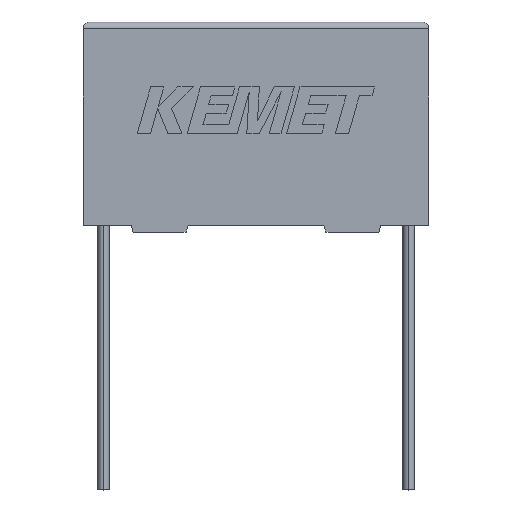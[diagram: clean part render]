
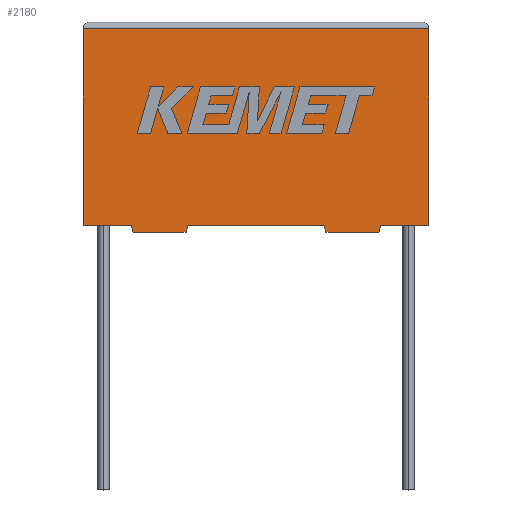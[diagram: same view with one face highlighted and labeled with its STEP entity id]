
A CAD part, top view. The second image highlights one B-rep face of the part: STEP entity #2180.
In plain terms, the highlighted planar face has unit normal (0, 0, 1).
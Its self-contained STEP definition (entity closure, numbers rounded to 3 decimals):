
#6 = LINE ( 'NONE', #2393, #2877 ) ;
#8 = VERTEX_POINT ( 'NONE', #1474 ) ;
#36 = DIRECTION ( 'NONE',  ( -1., 0., 0. ) ) ;
#91 = VERTEX_POINT ( 'NONE', #2823 ) ;
#107 = CARTESIAN_POINT ( 'NONE',  ( 3.69, -0.5, 6.5 ) ) ;
#108 = LINE ( 'NONE', #2361, #1134 ) ;
#158 = DIRECTION ( 'NONE',  ( 1., 0., 0. ) ) ;
#209 = VECTOR ( 'NONE', #1093, 1000. ) ;
#225 = DIRECTION ( 'NONE',  ( 1., 0., 0. ) ) ;
#230 = ORIENTED_EDGE ( 'NONE', *, *, #1441, .T. ) ;
#246 = DIRECTION ( 'NONE',  ( -1., 0., 0. ) ) ;
#337 = DIRECTION ( 'NONE',  ( -0.287, 0.958, 0. ) ) ;
#388 = CARTESIAN_POINT ( 'NONE',  ( 0., 14.5, 6.5 ) ) ;
#409 = CARTESIAN_POINT ( 'NONE',  ( 25.5, 14.5, 6.5 ) ) ;
#422 = ORIENTED_EDGE ( 'NONE', *, *, #2042, .T. ) ;
#469 = CARTESIAN_POINT ( 'NONE',  ( 17.909, -0.5, 6.5 ) ) ;
#521 = CARTESIAN_POINT ( 'NONE',  ( 7.742, 0., 6.5 ) ) ;
#629 = VERTEX_POINT ( 'NONE', #521 ) ;
#653 = VECTOR ( 'NONE', #2915, 1000. ) ;
#661 = CARTESIAN_POINT ( 'NONE',  ( 0., 0., 6.5 ) ) ;
#697 = ORIENTED_EDGE ( 'NONE', *, *, #1029, .T. ) ;
#755 = VERTEX_POINT ( 'NONE', #2559 ) ;
#767 = FACE_OUTER_BOUND ( 'NONE', #2885, .T. ) ;
#794 = LINE ( 'NONE', #107, #209 ) ;
#832 = EDGE_CURVE ( 'NONE', #2575, #3208, #1506, .T. ) ;
#843 = VECTOR ( 'NONE', #2789, 1000. ) ;
#853 = VECTOR ( 'NONE', #1394, 1000. ) ;
#861 = CARTESIAN_POINT ( 'NONE',  ( 21.96, 0., 6.5 ) ) ;
#917 = CARTESIAN_POINT ( 'NONE',  ( 17.758, 0., 6.5 ) ) ;
#930 = VERTEX_POINT ( 'NONE', #861 ) ;
#941 = VERTEX_POINT ( 'NONE', #1850 ) ;
#1029 = EDGE_CURVE ( 'NONE', #930, #1037, #3000, .T. ) ;
#1033 = CARTESIAN_POINT ( 'NONE',  ( 0., 0., 6.5 ) ) ;
#1037 = VERTEX_POINT ( 'NONE', #2672 ) ;
#1093 = DIRECTION ( 'NONE',  ( 1., 0., 0. ) ) ;
#1106 = CARTESIAN_POINT ( 'NONE',  ( 21.81, -0.5, 6.5 ) ) ;
#1123 = VECTOR ( 'NONE', #225, 1000. ) ;
#1134 = VECTOR ( 'NONE', #2600, 1000. ) ;
#1156 = VERTEX_POINT ( 'NONE', #917 ) ;
#1218 = ORIENTED_EDGE ( 'NONE', *, *, #1866, .T. ) ;
#1237 = LINE ( 'NONE', #2179, #653 ) ;
#1277 = LINE ( 'NONE', #1748, #1123 ) ;
#1297 = LINE ( 'NONE', #1924, #2541 ) ;
#1394 = DIRECTION ( 'NONE',  ( -1., 0., 0. ) ) ;
#1441 = EDGE_CURVE ( 'NONE', #941, #629, #108, .T. ) ;
#1474 = CARTESIAN_POINT ( 'NONE',  ( 3.54, 0., 6.5 ) ) ;
#1506 = LINE ( 'NONE', #1534, #3199 ) ;
#1534 = CARTESIAN_POINT ( 'NONE',  ( 0., 14.5, 6.5 ) ) ;
#1541 = ORIENTED_EDGE ( 'NONE', *, *, #2067, .F. ) ;
#1565 = DIRECTION ( 'NONE',  ( -0.287, -0.958, 0. ) ) ;
#1575 = ORIENTED_EDGE ( 'NONE', *, *, #2736, .T. ) ;
#1624 = VERTEX_POINT ( 'NONE', #1106 ) ;
#1672 = EDGE_CURVE ( 'NONE', #8, #755, #1237, .T. ) ;
#1699 = EDGE_CURVE ( 'NONE', #1624, #2294, #1913, .T. ) ;
#1748 = CARTESIAN_POINT ( 'NONE',  ( 0., 0., 6.5 ) ) ;
#1850 = CARTESIAN_POINT ( 'NONE',  ( 7.591, -0.5, 6.5 ) ) ;
#1866 = EDGE_CURVE ( 'NONE', #629, #1156, #1277, .T. ) ;
#1909 = LINE ( 'NONE', #1033, #843 ) ;
#1913 = LINE ( 'NONE', #2936, #853 ) ;
#1924 = CARTESIAN_POINT ( 'NONE',  ( 0., 0., 6.5 ) ) ;
#2042 = EDGE_CURVE ( 'NONE', #3208, #91, #1909, .T. ) ;
#2067 = EDGE_CURVE ( 'NONE', #2294, #1156, #2280, .T. ) ;
#2105 = ORIENTED_EDGE ( 'NONE', *, *, #832, .T. ) ;
#2130 = PLANE ( 'NONE',  #2453 ) ;
#2175 = LINE ( 'NONE', #2784, #2345 ) ;
#2179 = CARTESIAN_POINT ( 'NONE',  ( 3.54, 0., 6.5 ) ) ;
#2180 = ADVANCED_FACE ( 'NONE', ( #767 ), #2130, .F. ) ;
#2232 = VECTOR ( 'NONE', #158, 1000. ) ;
#2280 = LINE ( 'NONE', #2841, #2553 ) ;
#2294 = VERTEX_POINT ( 'NONE', #469 ) ;
#2345 = VECTOR ( 'NONE', #3046, 1000. ) ;
#2361 = CARTESIAN_POINT ( 'NONE',  ( 7.591, -0.5, 6.5 ) ) ;
#2393 = CARTESIAN_POINT ( 'NONE',  ( 21.96, 0., 6.5 ) ) ;
#2453 = AXIS2_PLACEMENT_3D ( 'NONE', #3124, #2721, #246 ) ;
#2540 = ORIENTED_EDGE ( 'NONE', *, *, #2999, .T. ) ;
#2541 = VECTOR ( 'NONE', #3182, 1000. ) ;
#2553 = VECTOR ( 'NONE', #337, 1000. ) ;
#2559 = CARTESIAN_POINT ( 'NONE',  ( 3.69, -0.5, 6.5 ) ) ;
#2575 = VERTEX_POINT ( 'NONE', #409 ) ;
#2600 = DIRECTION ( 'NONE',  ( 0.287, 0.958, 0. ) ) ;
#2672 = CARTESIAN_POINT ( 'NONE',  ( 25.5, 0., 6.5 ) ) ;
#2721 = DIRECTION ( 'NONE',  ( 0., 0., -1. ) ) ;
#2736 = EDGE_CURVE ( 'NONE', #91, #8, #1297, .T. ) ;
#2784 = CARTESIAN_POINT ( 'NONE',  ( 25.5, 0., 6.5 ) ) ;
#2789 = DIRECTION ( 'NONE',  ( 0., -1., 0. ) ) ;
#2823 = CARTESIAN_POINT ( 'NONE',  ( 0., 0., 6.5 ) ) ;
#2841 = CARTESIAN_POINT ( 'NONE',  ( 17.909, -0.5, 6.5 ) ) ;
#2877 = VECTOR ( 'NONE', #1565, 1000. ) ;
#2879 = ORIENTED_EDGE ( 'NONE', *, *, #3132, .T. ) ;
#2885 = EDGE_LOOP ( 'NONE', ( #2540, #2105, #422, #1575, #2908, #2879, #230, #1218, #1541, #3131, #3242, #697 ) ) ;
#2908 = ORIENTED_EDGE ( 'NONE', *, *, #1672, .T. ) ;
#2915 = DIRECTION ( 'NONE',  ( 0.287, -0.958, 0. ) ) ;
#2936 = CARTESIAN_POINT ( 'NONE',  ( 21.81, -0.5, 6.5 ) ) ;
#2999 = EDGE_CURVE ( 'NONE', #1037, #2575, #2175, .T. ) ;
#3000 = LINE ( 'NONE', #661, #2232 ) ;
#3046 = DIRECTION ( 'NONE',  ( 0., 1., 0. ) ) ;
#3054 = EDGE_CURVE ( 'NONE', #930, #1624, #6, .T. ) ;
#3124 = CARTESIAN_POINT ( 'NONE',  ( 0., 0., 6.5 ) ) ;
#3131 = ORIENTED_EDGE ( 'NONE', *, *, #1699, .F. ) ;
#3132 = EDGE_CURVE ( 'NONE', #755, #941, #794, .T. ) ;
#3182 = DIRECTION ( 'NONE',  ( 1., 0., 0. ) ) ;
#3199 = VECTOR ( 'NONE', #36, 1000. ) ;
#3208 = VERTEX_POINT ( 'NONE', #388 ) ;
#3242 = ORIENTED_EDGE ( 'NONE', *, *, #3054, .F. ) ;
